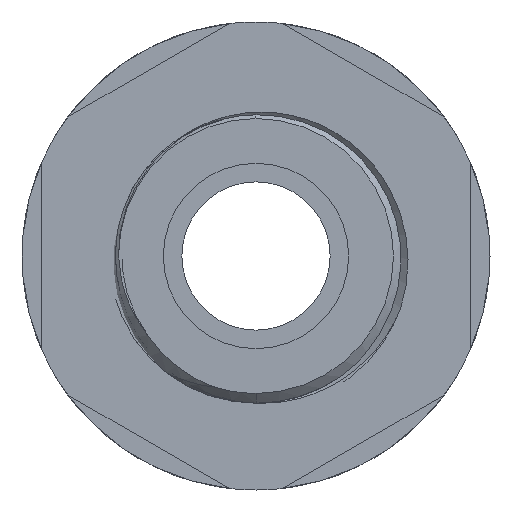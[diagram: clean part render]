
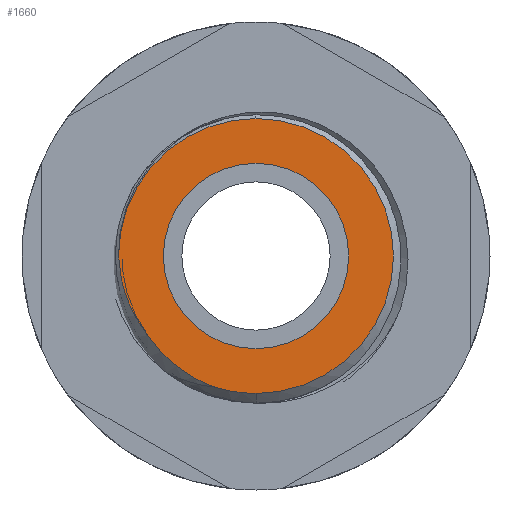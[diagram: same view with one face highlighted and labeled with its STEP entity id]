
A CAD part, front view. The second image highlights one B-rep face of the part: STEP entity #1660.
In plain terms, the highlighted planar face has unit normal (0, -1, 0).
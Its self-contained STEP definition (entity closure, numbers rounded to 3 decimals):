
#202 = EDGE_CURVE ( 'NONE', #1694, #9366, #6385, .T. ) ;
#426 = DIRECTION ( 'NONE',  ( 0., 0., -1. ) ) ;
#444 = VERTEX_POINT ( 'NONE', #4242 ) ;
#518 = CIRCLE ( 'NONE', #2790, 7.05 ) ;
#536 = CARTESIAN_POINT ( 'NONE',  ( 0., -8., 0. ) ) ;
#550 = DIRECTION ( 'NONE',  ( 0., 0., 1. ) ) ;
#558 = DIRECTION ( 'NONE',  ( 0., -1., 0. ) ) ;
#561 = CARTESIAN_POINT ( 'NONE',  ( 0., -8., 0. ) ) ;
#615 = DIRECTION ( 'NONE',  ( 0., 0., 1. ) ) ;
#780 = CARTESIAN_POINT ( 'NONE',  ( -5.555, -8., -4.06 ) ) ;
#1344 = AXIS2_PLACEMENT_3D ( 'NONE', #536, #10211, #10203 ) ;
#1562 = B_SPLINE_CURVE_WITH_KNOTS ( 'NONE', 3,
 ( #4916, #5747, #6609, #1640, #7383, #2455, #8160, #3291, #8928, #4131 ),
 .UNSPECIFIED., .F., .F.,
 ( 4, 2, 2, 2, 4 ),
 ( 0., 0.001, 0.002, 0.003, 0.004 ),
 .UNSPECIFIED. ) ;
#1640 = CARTESIAN_POINT ( 'NONE',  ( -4.608, -8., -5.197 ) ) ;
#1660 = ADVANCED_FACE ( 'NONE', ( #4268, #2058 ), #10237, .F. ) ;
#1694 = VERTEX_POINT ( 'NONE', #10041 ) ;
#1899 = CARTESIAN_POINT ( 'NONE',  ( 0., -8., 0. ) ) ;
#2032 = CIRCLE ( 'NONE', #2624, 7.05 ) ;
#2058 = FACE_OUTER_BOUND ( 'NONE', #6116, .T. ) ;
#2306 = ORIENTED_EDGE ( 'NONE', *, *, #3788, .F. ) ;
#2455 = CARTESIAN_POINT ( 'NONE',  ( -3.743, -8., -5.901 ) ) ;
#2624 = AXIS2_PLACEMENT_3D ( 'NONE', #1899, #7620, #2729 ) ;
#2729 = DIRECTION ( 'NONE',  ( 0., 0., 1. ) ) ;
#2790 = AXIS2_PLACEMENT_3D ( 'NONE', #561, #558, #550 ) ;
#2892 = CARTESIAN_POINT ( 'NONE',  ( 0., -8., -4.75 ) ) ;
#3111 = EDGE_LOOP ( 'NONE', ( #2306, #7356 ) ) ;
#3279 = AXIS2_PLACEMENT_3D ( 'NONE', #10242, #5546, #615 ) ;
#3291 = CARTESIAN_POINT ( 'NONE',  ( -2.788, -8., -6.454 ) ) ;
#3428 = EDGE_CURVE ( 'NONE', #8142, #9399, #518, .T. ) ;
#3522 = CARTESIAN_POINT ( 'NONE',  ( -2.097, -8., -6.731 ) ) ;
#3573 = AXIS2_PLACEMENT_3D ( 'NONE', #10058, #5335, #426 ) ;
#3598 = CIRCLE ( 'NONE', #3701, 4.75 ) ;
#3701 = AXIS2_PLACEMENT_3D ( 'NONE', #7944, #7909, #7838 ) ;
#3788 = EDGE_CURVE ( 'NONE', #3896, #444, #3598, .T. ) ;
#3896 = VERTEX_POINT ( 'NONE', #2892 ) ;
#4131 = CARTESIAN_POINT ( 'NONE',  ( -2.097, -8., -6.731 ) ) ;
#4186 = EDGE_CURVE ( 'NONE', #9399, #1694, #5913, .T. ) ;
#4242 = CARTESIAN_POINT ( 'NONE',  ( 0., -8., 4.75 ) ) ;
#4268 = FACE_BOUND ( 'NONE', #3111, .T. ) ;
#4396 = ORIENTED_EDGE ( 'NONE', *, *, #6647, .T. ) ;
#4916 = CARTESIAN_POINT ( 'NONE',  ( -5.555, -8., -4.06 ) ) ;
#5168 = CARTESIAN_POINT ( 'NONE',  ( -5.555, -8., -4.06 ) ) ;
#5180 = CARTESIAN_POINT ( 'NONE',  ( -6.015, -8., -3.479 ) ) ;
#5187 = CARTESIAN_POINT ( 'NONE',  ( -6.373, -8., -2.839 ) ) ;
#5198 = CARTESIAN_POINT ( 'NONE',  ( -7.05, -8., 0.005 ) ) ;
#5200 = CARTESIAN_POINT ( 'NONE',  ( -7.024, -8., -0.733 ) ) ;
#5209 = CARTESIAN_POINT ( 'NONE',  ( -6.884, -8., -1.449 ) ) ;
#5335 = DIRECTION ( 'NONE',  ( 0., -1., 0. ) ) ;
#5546 = DIRECTION ( 'NONE',  ( 0., -1., 0. ) ) ;
#5575 = EDGE_CURVE ( 'NONE', #444, #3896, #5754, .T. ) ;
#5747 = CARTESIAN_POINT ( 'NONE',  ( -5.346, -8., -4.369 ) ) ;
#5754 = CIRCLE ( 'NONE', #3573, 4.75 ) ;
#5913 = CIRCLE ( 'NONE', #3279, 7.05 ) ;
#6116 = EDGE_LOOP ( 'NONE', ( #8143, #6235, #7172, #7089, #4396 ) ) ;
#6161 = EDGE_CURVE ( 'NONE', #8952, #8142, #2032, .T. ) ;
#6235 = ORIENTED_EDGE ( 'NONE', *, *, #3428, .T. ) ;
#6385 = B_SPLINE_CURVE_WITH_KNOTS ( 'NONE', 3,
 ( #5198, #5200, #5209, #5187, #5180, #5168 ),
 .UNSPECIFIED., .F., .F.,
 ( 4, 2, 4 ),
 ( 0.009, 0.012, 0.014 ),
 .UNSPECIFIED. ) ;
#6609 = CARTESIAN_POINT ( 'NONE',  ( -5.115, -8., -4.658 ) ) ;
#6647 = EDGE_CURVE ( 'NONE', #9366, #8952, #1562, .T. ) ;
#7089 = ORIENTED_EDGE ( 'NONE', *, *, #202, .T. ) ;
#7172 = ORIENTED_EDGE ( 'NONE', *, *, #4186, .T. ) ;
#7356 = ORIENTED_EDGE ( 'NONE', *, *, #5575, .F. ) ;
#7383 = CARTESIAN_POINT ( 'NONE',  ( -4.33, -8., -5.449 ) ) ;
#7620 = DIRECTION ( 'NONE',  ( 0., -1., 0. ) ) ;
#7838 = DIRECTION ( 'NONE',  ( 0., 0., -1. ) ) ;
#7909 = DIRECTION ( 'NONE',  ( 0., -1., 0. ) ) ;
#7944 = CARTESIAN_POINT ( 'NONE',  ( 0., -8., 0. ) ) ;
#8142 = VERTEX_POINT ( 'NONE', #9912 ) ;
#8143 = ORIENTED_EDGE ( 'NONE', *, *, #6161, .T. ) ;
#8160 = CARTESIAN_POINT ( 'NONE',  ( -3.435, -8., -6.102 ) ) ;
#8928 = CARTESIAN_POINT ( 'NONE',  ( -2.447, -8., -6.607 ) ) ;
#8952 = VERTEX_POINT ( 'NONE', #3522 ) ;
#9366 = VERTEX_POINT ( 'NONE', #780 ) ;
#9399 = VERTEX_POINT ( 'NONE', #9688 ) ;
#9688 = CARTESIAN_POINT ( 'NONE',  ( 0., -8., 7.05 ) ) ;
#9912 = CARTESIAN_POINT ( 'NONE',  ( 0., -8., -7.05 ) ) ;
#10041 = CARTESIAN_POINT ( 'NONE',  ( -7.05, -8., 0.005 ) ) ;
#10058 = CARTESIAN_POINT ( 'NONE',  ( 0., -8., 0. ) ) ;
#10203 = DIRECTION ( 'NONE',  ( 0., 0., 1. ) ) ;
#10211 = DIRECTION ( 'NONE',  ( 0., 1., 0. ) ) ;
#10237 = PLANE ( 'NONE',  #1344 ) ;
#10242 = CARTESIAN_POINT ( 'NONE',  ( 0., -8., 0. ) ) ;
